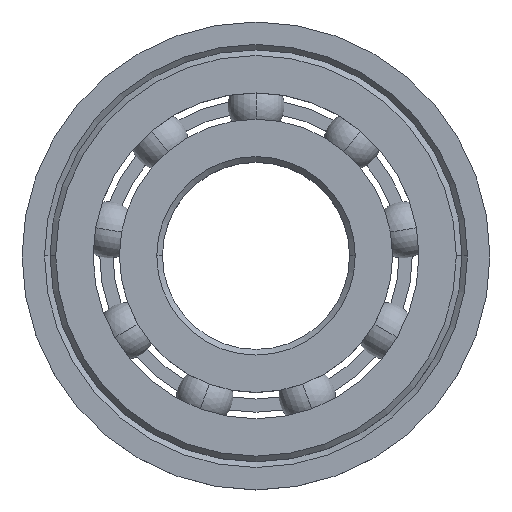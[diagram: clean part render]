
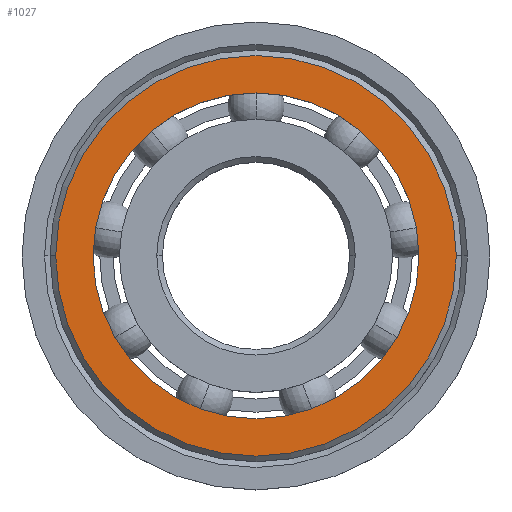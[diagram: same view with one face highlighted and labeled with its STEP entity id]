
A CAD part, top view. The second image highlights one B-rep face of the part: STEP entity #1027.
In plain terms, the highlighted planar face has unit normal (0, 0, 1).
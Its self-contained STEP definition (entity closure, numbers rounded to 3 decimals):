
#27 = EDGE_LOOP ( 'NONE', ( #965, #1198 ) ) ;
#39 = CIRCLE ( 'NONE', #1439, 10.7 ) ;
#136 = EDGE_LOOP ( 'NONE', ( #524, #1538 ) ) ;
#155 = VERTEX_POINT ( 'NONE', #293 ) ;
#213 = DIRECTION ( 'NONE',  ( 1., 0., 0. ) ) ;
#228 = AXIS2_PLACEMENT_3D ( 'NONE', #1471, #868, #620 ) ;
#252 = DIRECTION ( 'NONE',  ( 1., 0., 0. ) ) ;
#293 = CARTESIAN_POINT ( 'NONE',  ( -10.7, 0., 3. ) ) ;
#367 = PLANE ( 'NONE',  #228 ) ;
#386 = CARTESIAN_POINT ( 'NONE',  ( -8.703, 0., 3. ) ) ;
#413 = EDGE_CURVE ( 'NONE', #922, #155, #1171, .T. ) ;
#524 = ORIENTED_EDGE ( 'NONE', *, *, #578, .T. ) ;
#527 = CARTESIAN_POINT ( 'NONE',  ( 0., 0., 3. ) ) ;
#578 = EDGE_CURVE ( 'NONE', #155, #922, #39, .T. ) ;
#584 = CARTESIAN_POINT ( 'NONE',  ( 8.703, 0., 3. ) ) ;
#620 = DIRECTION ( 'NONE',  ( -1., 0., 0. ) ) ;
#635 = AXIS2_PLACEMENT_3D ( 'NONE', #859, #984, #252 ) ;
#706 = CARTESIAN_POINT ( 'NONE',  ( 0., 0., 3. ) ) ;
#720 = VERTEX_POINT ( 'NONE', #584 ) ;
#855 = FACE_BOUND ( 'NONE', #27, .T. ) ;
#859 = CARTESIAN_POINT ( 'NONE',  ( 0., 0., 3. ) ) ;
#868 = DIRECTION ( 'NONE',  ( 0., 0., -1. ) ) ;
#898 = DIRECTION ( 'NONE',  ( 1., 0., 0. ) ) ;
#922 = VERTEX_POINT ( 'NONE', #1551 ) ;
#939 = CIRCLE ( 'NONE', #1210, 8.703 ) ;
#965 = ORIENTED_EDGE ( 'NONE', *, *, #1080, .F. ) ;
#984 = DIRECTION ( 'NONE',  ( 0., 0., 1. ) ) ;
#1004 = DIRECTION ( 'NONE',  ( 0., 0., 1. ) ) ;
#1014 = DIRECTION ( 'NONE',  ( 1., 0., 0. ) ) ;
#1027 = ADVANCED_FACE ( 'NONE', ( #855, #1462 ), #367, .F. ) ;
#1080 = EDGE_CURVE ( 'NONE', #720, #1181, #1430, .T. ) ;
#1171 = CIRCLE ( 'NONE', #1317, 10.7 ) ;
#1172 = EDGE_CURVE ( 'NONE', #1181, #720, #939, .T. ) ;
#1181 = VERTEX_POINT ( 'NONE', #386 ) ;
#1198 = ORIENTED_EDGE ( 'NONE', *, *, #1172, .F. ) ;
#1210 = AXIS2_PLACEMENT_3D ( 'NONE', #527, #1004, #898 ) ;
#1259 = DIRECTION ( 'NONE',  ( 0., 0., 1. ) ) ;
#1268 = CARTESIAN_POINT ( 'NONE',  ( 0., 0., 3. ) ) ;
#1317 = AXIS2_PLACEMENT_3D ( 'NONE', #1268, #1259, #1014 ) ;
#1430 = CIRCLE ( 'NONE', #635, 8.703 ) ;
#1439 = AXIS2_PLACEMENT_3D ( 'NONE', #706, #1566, #213 ) ;
#1462 = FACE_OUTER_BOUND ( 'NONE', #136, .T. ) ;
#1471 = CARTESIAN_POINT ( 'NONE',  ( 0., 10.7, 3. ) ) ;
#1538 = ORIENTED_EDGE ( 'NONE', *, *, #413, .T. ) ;
#1551 = CARTESIAN_POINT ( 'NONE',  ( 10.7, 0., 3. ) ) ;
#1566 = DIRECTION ( 'NONE',  ( 0., 0., 1. ) ) ;
